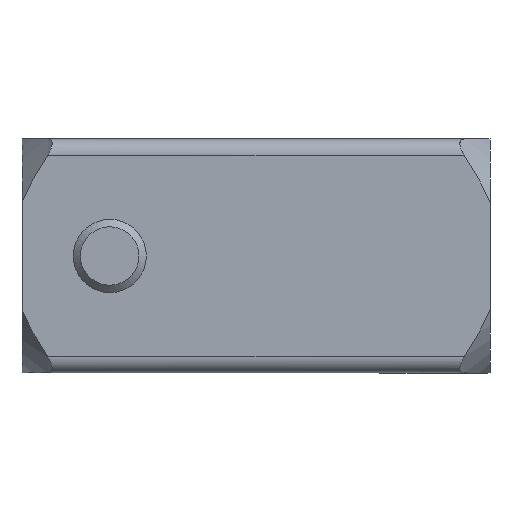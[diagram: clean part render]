
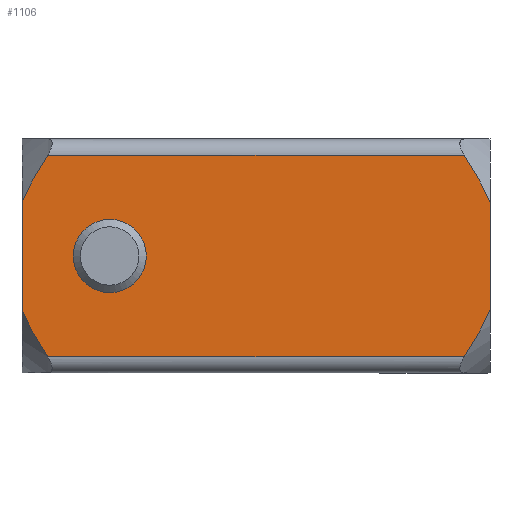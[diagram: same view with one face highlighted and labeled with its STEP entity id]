
A CAD part, front view. The second image highlights one B-rep face of the part: STEP entity #1106.
In plain terms, the highlighted planar face has unit normal (0, -1, 0).
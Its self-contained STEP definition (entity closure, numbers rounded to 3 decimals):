
#31=FACE_BOUND('',#190,.T.);
#59=CIRCLE('',#1196,2.5);
#60=CIRCLE('',#1197,2.5);
#126=FACE_OUTER_BOUND('',#189,.T.);
#189=EDGE_LOOP('',(#774,#775,#776,#777,#778,#779,#780,#781));
#190=EDGE_LOOP('',(#782,#783));
#257=(
BOUNDED_CURVE()
B_SPLINE_CURVE(2,(#1708,#1709,#1710),.UNSPECIFIED.,.F.,.F.)
B_SPLINE_CURVE_WITH_KNOTS((3,3),(-7.714,-6.724),
 .UNSPECIFIED.)
CURVE()
GEOMETRIC_REPRESENTATION_ITEM()
RATIONAL_B_SPLINE_CURVE((2.683,2.86,2.964))
REPRESENTATION_ITEM('')
);
#259=(
BOUNDED_CURVE()
B_SPLINE_CURVE(2,(#1755,#1756,#1757),.UNSPECIFIED.,.F.,.F.)
B_SPLINE_CURVE_WITH_KNOTS((3,3),(2.918,3.908),
 .UNSPECIFIED.)
CURVE()
GEOMETRIC_REPRESENTATION_ITEM()
RATIONAL_B_SPLINE_CURVE((2.683,2.86,2.964))
REPRESENTATION_ITEM('')
);
#260=(
BOUNDED_CURVE()
B_SPLINE_CURVE(2,(#1759,#1760,#1761),.UNSPECIFIED.,.F.,.F.)
B_SPLINE_CURVE_WITH_KNOTS((3,3),(6.724,7.714),
 .UNSPECIFIED.)
CURVE()
GEOMETRIC_REPRESENTATION_ITEM()
RATIONAL_B_SPLINE_CURVE((2.964,2.86,2.683))
REPRESENTATION_ITEM('')
);
#261=(
BOUNDED_CURVE()
B_SPLINE_CURVE(2,(#1765,#1766,#1767),.UNSPECIFIED.,.F.,.F.)
B_SPLINE_CURVE_WITH_KNOTS((3,3),(6.724,7.714),
 .UNSPECIFIED.)
CURVE()
GEOMETRIC_REPRESENTATION_ITEM()
RATIONAL_B_SPLINE_CURVE((2.964,2.86,2.683))
REPRESENTATION_ITEM('')
);
#299=LINE('',#1750,#378);
#300=LINE('',#1754,#379);
#301=LINE('',#1762,#380);
#302=LINE('',#1764,#381);
#378=VECTOR('',#1340,1000.);
#379=VECTOR('',#1343,1000.);
#380=VECTOR('',#1344,1000.);
#381=VECTOR('',#1345,1000.);
#473=VERTEX_POINT('',#1691);
#475=VERTEX_POINT('',#1707);
#477=VERTEX_POINT('',#1717);
#480=VERTEX_POINT('',#1735);
#481=VERTEX_POINT('',#1752);
#482=VERTEX_POINT('',#1753);
#483=VERTEX_POINT('',#1758);
#484=VERTEX_POINT('',#1763);
#485=VERTEX_POINT('',#1768);
#486=VERTEX_POINT('',#1769);
#593=EDGE_CURVE('',#473,#475,#257,.T.);
#599=EDGE_CURVE('',#480,#477,#299,.T.);
#600=EDGE_CURVE('',#481,#482,#300,.T.);
#601=EDGE_CURVE('',#477,#482,#259,.T.);
#602=EDGE_CURVE('',#483,#480,#260,.T.);
#603=EDGE_CURVE('',#475,#483,#301,.T.);
#604=EDGE_CURVE('',#473,#484,#302,.T.);
#605=EDGE_CURVE('',#481,#484,#261,.T.);
#606=EDGE_CURVE('',#485,#486,#59,.T.);
#607=EDGE_CURVE('',#486,#485,#60,.T.);
#774=ORIENTED_EDGE('',*,*,#600,.T.);
#775=ORIENTED_EDGE('',*,*,#601,.F.);
#776=ORIENTED_EDGE('',*,*,#599,.F.);
#777=ORIENTED_EDGE('',*,*,#602,.F.);
#778=ORIENTED_EDGE('',*,*,#603,.F.);
#779=ORIENTED_EDGE('',*,*,#593,.F.);
#780=ORIENTED_EDGE('',*,*,#604,.T.);
#781=ORIENTED_EDGE('',*,*,#605,.F.);
#782=ORIENTED_EDGE('',*,*,#606,.F.);
#783=ORIENTED_EDGE('',*,*,#607,.F.);
#1076=PLANE('',#1195);
#1106=ADVANCED_FACE('',(#126,#31),#1076,.F.);
#1195=AXIS2_PLACEMENT_3D('',#1751,#1341,#1342);
#1196=AXIS2_PLACEMENT_3D('',#1770,#1346,#1347);
#1197=AXIS2_PLACEMENT_3D('',#1771,#1348,#1349);
#1340=DIRECTION('',(-1.,0.,0.));
#1341=DIRECTION('center_axis',(0.,1.,0.));
#1342=DIRECTION('ref_axis',(0.,0.,1.));
#1343=DIRECTION('',(0.,0.,-1.));
#1344=DIRECTION('',(0.,0.,-1.));
#1345=DIRECTION('',(-1.,0.,0.));
#1346=DIRECTION('center_axis',(0.,-1.,0.));
#1347=DIRECTION('ref_axis',(0.,0.,-1.));
#1348=DIRECTION('center_axis',(0.,-1.,0.));
#1349=DIRECTION('ref_axis',(0.,0.,-1.));
#1691=CARTESIAN_POINT('',(13.235,-8.,6.9));
#1707=CARTESIAN_POINT('',(15.,-8.,3.666));
#1708=CARTESIAN_POINT('Ctrl Pts',(13.235,-8.,6.9));
#1709=CARTESIAN_POINT('Ctrl Pts',(14.388,-8.,5.136));
#1710=CARTESIAN_POINT('Ctrl Pts',(15.,-8.,3.666));
#1717=CARTESIAN_POINT('',(-15.235,-8.,-6.9));
#1735=CARTESIAN_POINT('',(13.235,-8.,-6.9));
#1750=CARTESIAN_POINT('',(16.,-8.,-6.9));
#1751=CARTESIAN_POINT('Origin',(-17.,-8.,8.));
#1752=CARTESIAN_POINT('',(-17.,-8.,3.666));
#1753=CARTESIAN_POINT('',(-17.,-8.,-3.666));
#1754=CARTESIAN_POINT('',(-17.,-8.,8.));
#1755=CARTESIAN_POINT('Ctrl Pts',(-15.235,-8.,-6.9));
#1756=CARTESIAN_POINT('Ctrl Pts',(-16.388,-8.,-5.136));
#1757=CARTESIAN_POINT('Ctrl Pts',(-17.,-8.,-3.666));
#1758=CARTESIAN_POINT('',(15.,-8.,-3.666));
#1759=CARTESIAN_POINT('Ctrl Pts',(15.,-8.,-3.666));
#1760=CARTESIAN_POINT('Ctrl Pts',(14.388,-8.,-5.136));
#1761=CARTESIAN_POINT('Ctrl Pts',(13.235,-8.,-6.9));
#1762=CARTESIAN_POINT('',(15.,-8.,8.));
#1763=CARTESIAN_POINT('',(-15.235,-8.,6.9));
#1764=CARTESIAN_POINT('',(16.,-8.,6.9));
#1765=CARTESIAN_POINT('Ctrl Pts',(-17.,-8.,3.666));
#1766=CARTESIAN_POINT('Ctrl Pts',(-16.388,-8.,5.136));
#1767=CARTESIAN_POINT('Ctrl Pts',(-15.235,-8.,6.9));
#1768=CARTESIAN_POINT('',(-11.,-8.,-2.5));
#1769=CARTESIAN_POINT('',(-11.,-8.,2.5));
#1770=CARTESIAN_POINT('Origin',(-11.,-8.,0.));
#1771=CARTESIAN_POINT('Origin',(-11.,-8.,0.));
